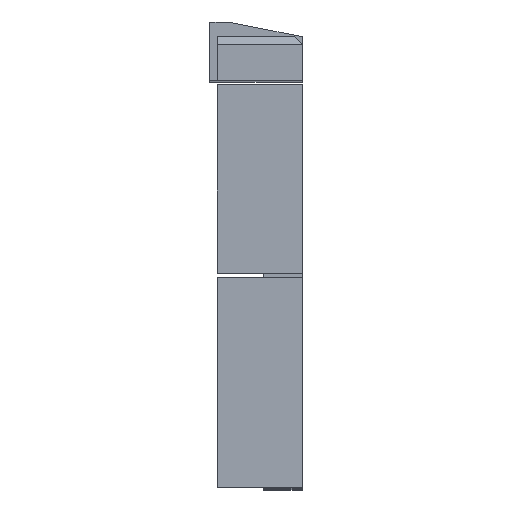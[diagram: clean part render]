
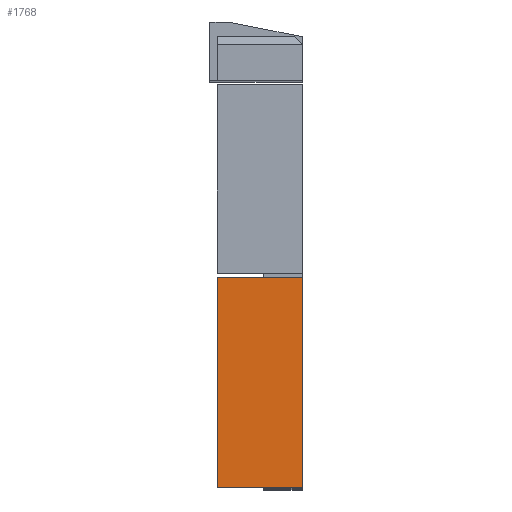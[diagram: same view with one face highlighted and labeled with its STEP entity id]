
A CAD part, top view. The second image highlights one B-rep face of the part: STEP entity #1768.
In plain terms, the highlighted planar face has unit normal (0, 0, 1).
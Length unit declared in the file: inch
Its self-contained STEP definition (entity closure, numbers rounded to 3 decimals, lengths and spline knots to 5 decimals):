
#152=FACE_OUTER_BOUND('',#262,.T.);
#262=EDGE_LOOP('',(#1533,#1534,#1535,#1536));
#482=LINE('',#2828,#709);
#486=LINE('',#2837,#713);
#487=LINE('',#2838,#714);
#488=LINE('',#2839,#715);
#709=VECTOR('',#2340,0.3937);
#713=VECTOR('',#2346,0.3937);
#714=VECTOR('',#2347,0.3937);
#715=VECTOR('',#2348,0.3937);
#864=VERTEX_POINT('',#2826);
#865=VERTEX_POINT('',#2827);
#868=VERTEX_POINT('',#2835);
#869=VERTEX_POINT('',#2836);
#1087=EDGE_CURVE('',#864,#865,#482,.T.);
#1091=EDGE_CURVE('',#868,#869,#486,.T.);
#1092=EDGE_CURVE('',#864,#869,#487,.T.);
#1093=EDGE_CURVE('',#865,#868,#488,.T.);
#1533=ORIENTED_EDGE('',*,*,#1091,.T.);
#1534=ORIENTED_EDGE('',*,*,#1092,.F.);
#1535=ORIENTED_EDGE('',*,*,#1087,.T.);
#1536=ORIENTED_EDGE('',*,*,#1093,.T.);
#1658=PLANE('',#1908);
#1768=ADVANCED_FACE('',(#152),#1658,.T.);
#1908=AXIS2_PLACEMENT_3D('',#2834,#2344,#2345);
#2340=DIRECTION('',(1.,0.,0.));
#2344=DIRECTION('center_axis',(0.,0.,1.));
#2345=DIRECTION('ref_axis',(1.,0.,0.));
#2346=DIRECTION('',(-1.,0.,0.));
#2347=DIRECTION('',(0.,1.,0.));
#2348=DIRECTION('',(0.,1.,0.));
#2826=CARTESIAN_POINT('',(805.6875,-7.5,9.625));
#2827=CARTESIAN_POINT('',(813.625,-7.5,9.625));
#2828=CARTESIAN_POINT('',(685.8125,-7.5,9.625));
#2834=CARTESIAN_POINT('Origin',(805.6875,0.,9.625));
#2835=CARTESIAN_POINT('',(813.625,12.125,9.625));
#2836=CARTESIAN_POINT('',(805.6875,12.125,9.625));
#2837=CARTESIAN_POINT('',(809.65625,12.125,9.625));
#2838=CARTESIAN_POINT('',(805.6875,0.,9.625));
#2839=CARTESIAN_POINT('',(813.625,0.,9.625));
